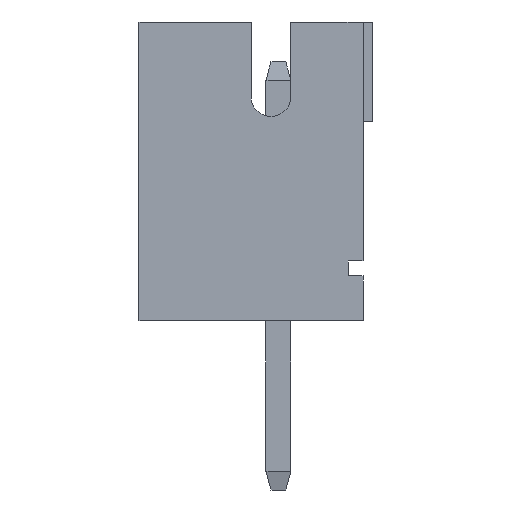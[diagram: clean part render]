
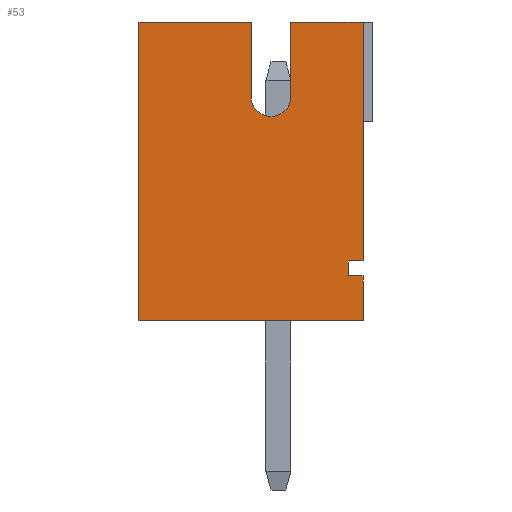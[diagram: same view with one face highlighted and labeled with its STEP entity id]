
A CAD part, left-side view. The second image highlights one B-rep face of the part: STEP entity #53.
In plain terms, the highlighted planar face has unit normal (-1, 0, 0).
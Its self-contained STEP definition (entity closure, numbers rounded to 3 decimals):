
#53=ADVANCED_FACE('',(#2573),#2575,.T.);
#2573=FACE_BOUND('',#2574,.T.);
#2574=EDGE_LOOP('',(#4579,#4580,#4581,#4582,#4583,#4584,#4585,#4586,#4587,#4588,
#4589,#4590));
#2575=PLANE('',#2576);
#2576=AXIS2_PLACEMENT_3D('',#2577,#2578,#2579);
#2577=CARTESIAN_POINT('',(-1.95,0.,0.));
#2578=DIRECTION('',(-1.,0.,0.));
#2579=DIRECTION('',(0.,0.,1.));
#4579=ORIENTED_EDGE('',*,*,#5955,.T.);
#4580=ORIENTED_EDGE('',*,*,#5956,.T.);
#4581=ORIENTED_EDGE('',*,*,#5957,.T.);
#4582=ORIENTED_EDGE('',*,*,#5958,.T.);
#4583=ORIENTED_EDGE('',*,*,#5959,.T.);
#4584=ORIENTED_EDGE('',*,*,#5960,.T.);
#4585=ORIENTED_EDGE('',*,*,#5961,.T.);
#4586=ORIENTED_EDGE('',*,*,#5962,.T.);
#4587=ORIENTED_EDGE('',*,*,#5963,.T.);
#4588=ORIENTED_EDGE('',*,*,#5964,.T.);
#4589=ORIENTED_EDGE('',*,*,#5965,.T.);
#4590=ORIENTED_EDGE('',*,*,#5966,.T.);
#5955=EDGE_CURVE('',#6643,#6644,#6645,.F.);
#5956=EDGE_CURVE('',#6644,#6646,#6647,.T.);
#5957=EDGE_CURVE('',#6646,#6648,#6649,.T.);
#5958=EDGE_CURVE('',#6648,#6650,#6651,.F.);
#5959=EDGE_CURVE('',#6650,#6652,#6653,.F.);
#5960=EDGE_CURVE('',#6652,#6654,#6655,.F.);
#5961=EDGE_CURVE('',#6654,#6656,#6657,.T.);
#5962=EDGE_CURVE('',#6656,#6658,#6659,.T.);
#5963=EDGE_CURVE('',#6658,#6660,#6661,.T.);
#5964=EDGE_CURVE('',#6660,#6662,#6663,.T.);
#5965=EDGE_CURVE('',#6662,#6664,#6665,.F.);
#5966=EDGE_CURVE('',#6664,#6643,#6666,.F.);
#6643=VERTEX_POINT('',#7760);
#6644=VERTEX_POINT('',#7761);
#6645=LINE('',#7762,#7763);
#6646=VERTEX_POINT('',#7765);
#6647=LINE('',#7766,#7767);
#6648=VERTEX_POINT('',#7769);
#6649=LINE('',#7770,#7771);
#6650=VERTEX_POINT('',#7773);
#6651=LINE('',#7774,#7775);
#6652=VERTEX_POINT('',#7777);
#6653=CIRCLE('',#7778,0.4);
#6654=VERTEX_POINT('',#7782);
#6655=LINE('',#7783,#7784);
#6656=VERTEX_POINT('',#7786);
#6657=LINE('',#7787,#7788);
#6658=VERTEX_POINT('',#7790);
#6659=LINE('',#7791,#7792);
#6660=VERTEX_POINT('',#7794);
#6661=LINE('',#7795,#7796);
#6662=VERTEX_POINT('',#7798);
#6663=LINE('',#7799,#7800);
#6664=VERTEX_POINT('',#7802);
#6665=LINE('',#7803,#7804);
#6666=LINE('',#7806,#7807);
#7760=CARTESIAN_POINT('',(-1.95,-1.4,1.2));
#7761=CARTESIAN_POINT('',(-1.95,-1.7,1.2));
#7762=CARTESIAN_POINT('',(-1.95,-1.7,1.2));
#7763=VECTOR('',#7764,1.);
#7764=DIRECTION('',(0.,1.,0.));
#7765=CARTESIAN_POINT('',(-1.95,-1.7,6.));
#7766=CARTESIAN_POINT('',(-1.95,-1.7,1.2));
#7767=VECTOR('',#7768,1.);
#7768=DIRECTION('',(0.,0.,1.));
#7769=CARTESIAN_POINT('',(-1.95,-0.25,6.));
#7770=CARTESIAN_POINT('',(-1.95,-1.7,6.));
#7771=VECTOR('',#7772,1.);
#7772=DIRECTION('',(0.,1.,0.));
#7773=CARTESIAN_POINT('',(-1.95,-0.25,4.5));
#7774=CARTESIAN_POINT('',(-1.95,-0.25,4.5));
#7775=VECTOR('',#7776,1.);
#7776=DIRECTION('',(0.,0.,1.));
#7777=CARTESIAN_POINT('',(-1.95,0.55,4.5));
#7778=AXIS2_PLACEMENT_3D('',#7779,#7780,#7781);
#7779=CARTESIAN_POINT('',(-1.95,0.15,4.5));
#7780=DIRECTION('',(-1.,0.,0.));
#7781=DIRECTION('',(0.,1.,0.));
#7782=CARTESIAN_POINT('',(-1.95,0.55,6.));
#7783=CARTESIAN_POINT('',(-1.95,0.55,6.));
#7784=VECTOR('',#7785,1.);
#7785=DIRECTION('',(0.,0.,-1.));
#7786=CARTESIAN_POINT('',(-1.95,2.8,6.));
#7787=CARTESIAN_POINT('',(-1.95,0.55,6.));
#7788=VECTOR('',#7789,1.);
#7789=DIRECTION('',(0.,1.,0.));
#7790=CARTESIAN_POINT('',(-1.95,2.8,0.));
#7791=CARTESIAN_POINT('',(-1.95,2.8,6.));
#7792=VECTOR('',#7793,1.);
#7793=DIRECTION('',(0.,0.,-1.));
#7794=CARTESIAN_POINT('',(-1.95,-1.7,0.));
#7795=CARTESIAN_POINT('',(-1.95,2.8,0.));
#7796=VECTOR('',#7797,1.);
#7797=DIRECTION('',(0.,-1.,0.));
#7798=CARTESIAN_POINT('',(-1.95,-1.7,0.9));
#7799=CARTESIAN_POINT('',(-1.95,-1.7,0.));
#7800=VECTOR('',#7801,1.);
#7801=DIRECTION('',(0.,0.,1.));
#7802=CARTESIAN_POINT('',(-1.95,-1.4,0.9));
#7803=CARTESIAN_POINT('',(-1.95,-1.4,0.9));
#7804=VECTOR('',#7805,1.);
#7805=DIRECTION('',(0.,-1.,0.));
#7806=CARTESIAN_POINT('',(-1.95,-1.4,1.2));
#7807=VECTOR('',#7808,1.);
#7808=DIRECTION('',(0.,0.,-1.));
